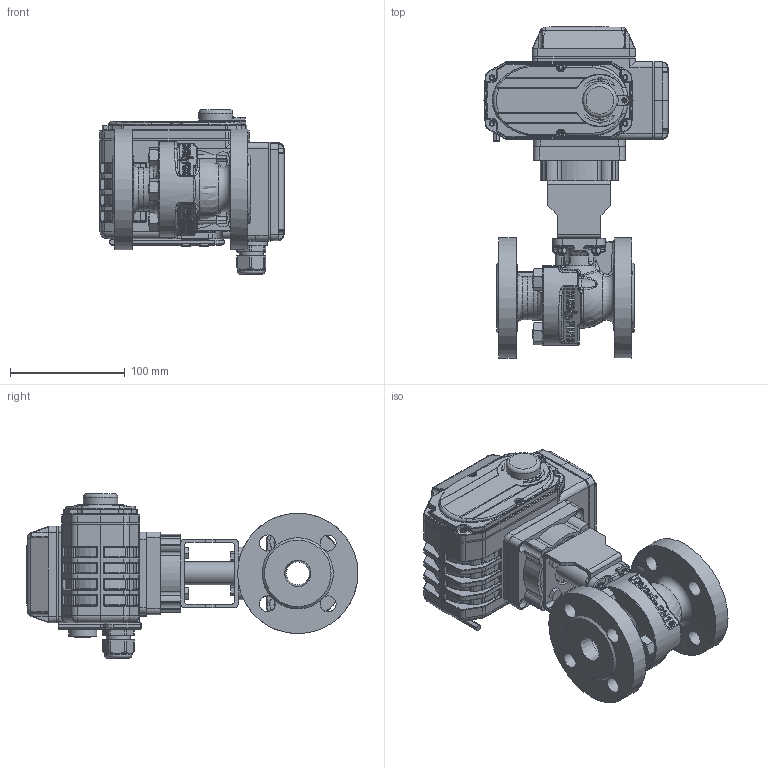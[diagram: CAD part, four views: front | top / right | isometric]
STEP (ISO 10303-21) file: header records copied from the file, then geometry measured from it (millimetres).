
FILE_DESCRIPTION(/* description */ ('Unknown'),/* implementation_level */ '2;1');
FILE_NAME(/* name */ 'AE06_07 0919-05',/* time_stamp */ '2022-11-09T12:32:26+01:00',/* author */ ('Unknown'),/* organization */ ('Unknown'),/* preprocessor_version */ 'ST-DEVELOPER v16.7',/* originating_system */ 'Solid Edge',/* authorisation */ 'Unknown');
FILE_SCHEMA (('AUTOMOTIVE_DESIGN {1 0 10303 214 3 1 1}'));
Length unit declared in the file: millimetre
Products named in the file (32): AE50-4.170.020; Brücke F04-F05; 4.170.020; AE04-AE08_(AE30_AE50); Z倰眊极橾遴20170830; 驱动盖组件; 驱动盖胶垫; Z倰忒梟縐啣; NQ10-034 梓僅啣; NQ10-033 硌渀; 萇蚾裔郪璃; 萇蚾裔; NQ10-035 噩え; 萇蚾裔蝶菜; 秶郘裔郪璃; 秶郘裔; 秶郘裔蝶菜; 盄黑; 盄坶; 盄坶1; 盄坶2; NQZ-018忒雄紱釬諳裔; Z型驱动盖最新外型20170830; 假蚾啣; 薊粣ん; 忒梟; Soindeladapter11_11; T1_0; DIN558 M5x18; DIN558_M_6x12.1.3; DIN125-5_3.1.3; DIN934_M5
Assembly tree (43 placements, depth 4):
  AE50-4.170.020
    Brücke F04-F05
    4.170.020
    AE04-AE08_(AE30_AE50)
      Z倰眊极橾遴20170830
      驱动盖组件
        驱动盖胶垫
      Z倰忒梟縐啣
      NQ10-034 梓僅啣
      NQ10-033 硌渀
      萇蚾裔郪璃
        萇蚾裔
        NQ10-035 噩え
        萇蚾裔蝶菜
      秶郘裔郪璃
        秶郘裔
        秶郘裔蝶菜
      盄黑
      盄坶
        盄坶1
        盄坶2
      NQZ-018忒雄紱釬諳裔
      Z型驱动盖最新外型20170830
      假蚾啣
      薊粣ん
      忒梟
    Soindeladapter11_11
      T1_0
    DIN558 M5x18  x4
    DIN558_M_6x12.1.3  x4
    DIN125-5_3.1.3  x4
    DIN934_M5  x4
Bounding box: 160.5 x 289.5 x 143.5 mm (x, y, z)
Volume: 1586300.4 mm3; surface area: 329582.6 mm2
Topology: 37 solids, 42 shells, 3451 faces, 8821 edges, 5531 vertices
Faces by surface type: plane 1390, cylinder 1030, bspline 521, torus 307, cone 155, sphere 48
Full cylindrical faces by diameter (mm): 2.5 x2, 3.2 x2, 3.3 x22, 3.5 x1, 4 x6, 4.134 x4, 4.2 x5, 4.5 x14, 4.8 x14, 5 x18, 5.3 x4, 6 x12, 6.6 x2, 6.8 x8, 7 x8, 8 x1, 8.5 x3, 10 x7, 10.1 x4, 11 x3, 12.3 x1, 13.2 x1, 13.5 x1, 13.8 x1, 14 x9, 15 x2, 18.7 x1, 19 x3, 19.16 x1, 20 x3
Entity records: 130566 total; most frequent: CARTESIAN_POINT 54007, ORIENTED_EDGE 16050, DIRECTION 14873, EDGE_CURVE 8025, AXIS2_PLACEMENT_3D 5511, VERTEX_POINT 5204, FACE_BOUND 3861, LINE 3851
